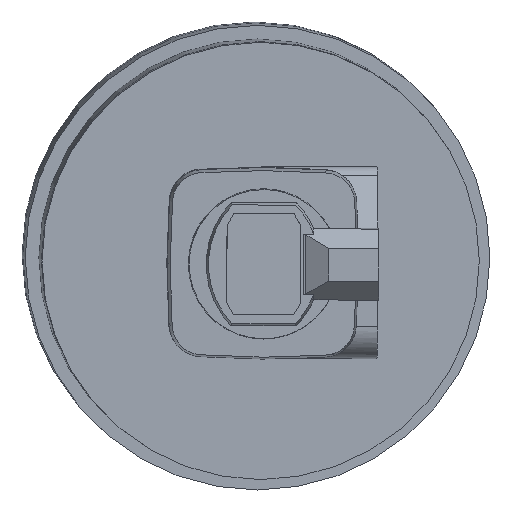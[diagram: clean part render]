
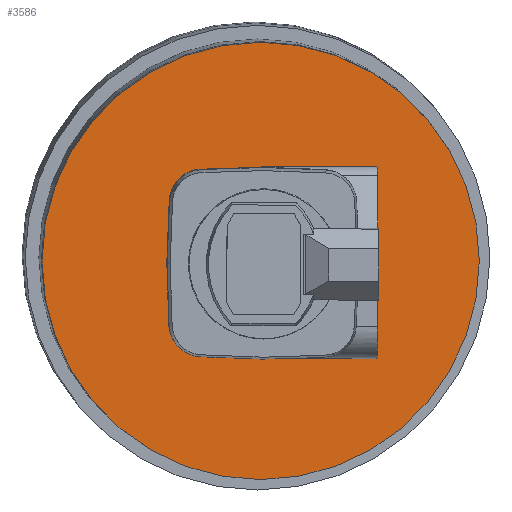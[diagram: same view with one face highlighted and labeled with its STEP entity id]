
A CAD part, left-side view. The second image highlights one B-rep face of the part: STEP entity #3586.
In plain terms, the highlighted face is planar.
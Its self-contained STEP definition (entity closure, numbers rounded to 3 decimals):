
#122 = EDGE_CURVE ( 'NONE', #1215, #4614, #6730, .T. ) ;
#255 = ORIENTED_EDGE ( 'NONE', *, *, #122, .F. ) ;
#347 = FACE_BOUND ( 'NONE', #5205, .T. ) ;
#366 = VERTEX_POINT ( 'NONE', #615 ) ;
#380 = ORIENTED_EDGE ( 'NONE', *, *, #5064, .T. ) ;
#615 = CARTESIAN_POINT ( 'NONE',  ( 61.5, 0., -80. ) ) ;
#763 = CIRCLE ( 'NONE', #3534, 80. ) ;
#983 = CIRCLE ( 'NONE', #3264, 16. ) ;
#1203 = DIRECTION ( 'NONE',  ( -1., 0., 0. ) ) ;
#1215 = VERTEX_POINT ( 'NONE', #5807 ) ;
#1529 = CARTESIAN_POINT ( 'NONE',  ( 61.5, 0., 0. ) ) ;
#2036 = CARTESIAN_POINT ( 'NONE',  ( 61.5, 0., 0. ) ) ;
#2076 = DIRECTION ( 'NONE',  ( 0., 0., 1. ) ) ;
#2118 = VERTEX_POINT ( 'NONE', #6063 ) ;
#2341 = ORIENTED_EDGE ( 'NONE', *, *, #4414, .T. ) ;
#2586 = DIRECTION ( 'NONE',  ( 0., 0., 1. ) ) ;
#2842 = AXIS2_PLACEMENT_3D ( 'NONE', #2036, #5790, #2586 ) ;
#3167 = DIRECTION ( 'NONE',  ( -1., 0., 0. ) ) ;
#3264 = AXIS2_PLACEMENT_3D ( 'NONE', #6385, #3167, #6908 ) ;
#3534 = AXIS2_PLACEMENT_3D ( 'NONE', #4435, #1203, #4970 ) ;
#3586 = ADVANCED_FACE ( 'NONE', ( #347, #4473 ), #4436, .F. ) ;
#3625 = CARTESIAN_POINT ( 'NONE',  ( 61.5, 0., -16. ) ) ;
#3899 = CARTESIAN_POINT ( 'NONE',  ( 61.5, 80., 0. ) ) ;
#4298 = AXIS2_PLACEMENT_3D ( 'NONE', #3899, #5468, #4972 ) ;
#4352 = AXIS2_PLACEMENT_3D ( 'NONE', #1529, #5292, #2076 ) ;
#4414 = EDGE_CURVE ( 'NONE', #2118, #366, #763, .T. ) ;
#4435 = CARTESIAN_POINT ( 'NONE',  ( 61.5, 0., 0. ) ) ;
#4436 = PLANE ( 'NONE',  #4298 ) ;
#4473 = FACE_OUTER_BOUND ( 'NONE', #6270, .T. ) ;
#4614 = VERTEX_POINT ( 'NONE', #3625 ) ;
#4970 = DIRECTION ( 'NONE',  ( 0., 0., 1. ) ) ;
#4972 = DIRECTION ( 'NONE',  ( 0., 0., -1. ) ) ;
#5064 = EDGE_CURVE ( 'NONE', #366, #2118, #6691, .T. ) ;
#5068 = EDGE_CURVE ( 'NONE', #4614, #1215, #983, .T. ) ;
#5205 = EDGE_LOOP ( 'NONE', ( #255, #6342 ) ) ;
#5292 = DIRECTION ( 'NONE',  ( -1., 0., 0. ) ) ;
#5468 = DIRECTION ( 'NONE',  ( 1., 0., 0. ) ) ;
#5790 = DIRECTION ( 'NONE',  ( -1., 0., 0. ) ) ;
#5807 = CARTESIAN_POINT ( 'NONE',  ( 61.5, 0., 16. ) ) ;
#6063 = CARTESIAN_POINT ( 'NONE',  ( 61.5, 0., 80. ) ) ;
#6270 = EDGE_LOOP ( 'NONE', ( #2341, #380 ) ) ;
#6342 = ORIENTED_EDGE ( 'NONE', *, *, #5068, .F. ) ;
#6385 = CARTESIAN_POINT ( 'NONE',  ( 61.5, 0., 0. ) ) ;
#6691 = CIRCLE ( 'NONE', #4352, 80. ) ;
#6730 = CIRCLE ( 'NONE', #2842, 16. ) ;
#6908 = DIRECTION ( 'NONE',  ( 0., 0., 1. ) ) ;
